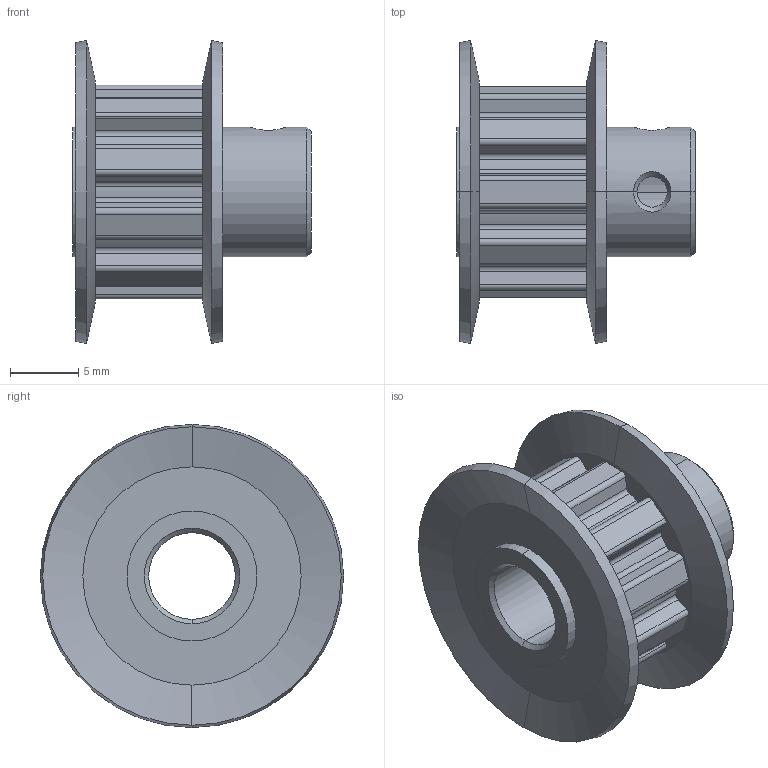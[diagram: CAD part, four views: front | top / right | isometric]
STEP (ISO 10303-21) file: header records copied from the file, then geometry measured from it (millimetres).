
FILE_DESCRIPTION (( 'STEP AP214' ), '1' );
FILE_NAME ('APB10XL025BF-250.step', '2015-04-08T21:00:23', ( '' ), ( '' ), 'SwSTEP 2.0', 'SolidWorks 2014', '' );
FILE_SCHEMA (( 'AUTOMOTIVE_DESIGN' ));
Length unit declared in the file: inch
Products named in the file (1): APB10XL025BF-250
Bounding box: 17.48 x 22.23 x 22.23 mm (x, y, z)
Volume: 1942.2 mm3; surface area: 2341.7 mm2
Topology: 1 solids, 1 shells, 126 faces, 347 edges, 225 vertices
Faces by surface type: cylinder 68, plane 36, cone 18, bspline 4
Entity records: 6455 total; most frequent: CARTESIAN_POINT 3103, DIRECTION 724, ORIENTED_EDGE 694, EDGE_CURVE 347, AXIS2_PLACEMENT_3D 273, VERTEX_POINT 225, VECTOR 178, LINE 178
